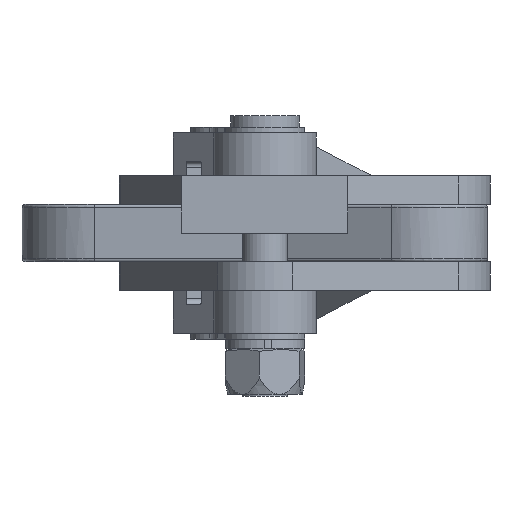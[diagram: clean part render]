
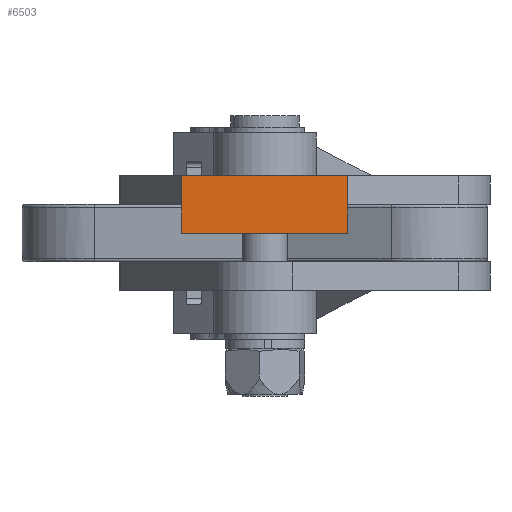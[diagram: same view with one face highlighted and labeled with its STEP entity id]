
A CAD part, front view. The second image highlights one B-rep face of the part: STEP entity #6503.
In plain terms, the highlighted planar face has unit normal (0, -1, 0).
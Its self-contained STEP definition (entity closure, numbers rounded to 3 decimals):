
#1324 = LINE ( 'NONE', #20621, #1328 ) ;
#1327 = LINE ( 'NONE', #20628, #1331 ) ;
#1328 = VECTOR ( 'NONE', #20626, 1000. ) ;
#1331 = VECTOR ( 'NONE', #20627, 1000. ) ;
#1332 = LINE ( 'NONE', #20634, #1335 ) ;
#1335 = VECTOR ( 'NONE', #20635, 1000. ) ;
#1341 = LINE ( 'NONE', #20644, #1345 ) ;
#1345 = VECTOR ( 'NONE', #20649, 1000. ) ;
#3865 = CARTESIAN_POINT ( 'NONE',  ( 14.5, 0., 0. ) ) ;
#4038 = CARTESIAN_POINT ( 'NONE',  ( -14.5, 0., 10. ) ) ;
#6245 = VERTEX_POINT ( 'NONE', #3865 ) ;
#6304 = VERTEX_POINT ( 'NONE', #4038 ) ;
#6503 = ADVANCED_FACE ( 'NONE', ( #18692 ), #11353, .F. ) ;
#7599 = EDGE_LOOP ( 'NONE', ( #17461, #16391, #17407, #16281 ) ) ;
#8668 = EDGE_CURVE ( 'NONE', #12620, #6245, #1324, .T. ) ;
#8670 = EDGE_CURVE ( 'NONE', #6304, #12620, #1327, .T. ) ;
#8672 = EDGE_CURVE ( 'NONE', #12604, #6245, #1332, .T. ) ;
#8678 = EDGE_CURVE ( 'NONE', #6304, #12604, #1341, .T. ) ;
#10618 = DIRECTION ( 'NONE',  ( -1., 0., 0. ) ) ;
#11337 = DIRECTION ( 'NONE',  ( 0., 1., 0. ) ) ;
#11344 = CARTESIAN_POINT ( 'NONE',  ( -14.5, 0., 10. ) ) ;
#11353 = PLANE ( 'NONE',  #25430 ) ;
#12604 = VERTEX_POINT ( 'NONE', #20977 ) ;
#12620 = VERTEX_POINT ( 'NONE', #21003 ) ;
#16281 = ORIENTED_EDGE ( 'NONE', *, *, #8670, .T. ) ;
#16391 = ORIENTED_EDGE ( 'NONE', *, *, #8672, .F. ) ;
#17407 = ORIENTED_EDGE ( 'NONE', *, *, #8678, .F. ) ;
#17461 = ORIENTED_EDGE ( 'NONE', *, *, #8668, .T. ) ;
#18692 = FACE_OUTER_BOUND ( 'NONE', #7599, .T. ) ;
#20621 = CARTESIAN_POINT ( 'NONE',  ( -14.5, 0., 0. ) ) ;
#20626 = DIRECTION ( 'NONE',  ( 1., 0., 0. ) ) ;
#20627 = DIRECTION ( 'NONE',  ( 0., 0., -1. ) ) ;
#20628 = CARTESIAN_POINT ( 'NONE',  ( -14.5, 0., 10. ) ) ;
#20634 = CARTESIAN_POINT ( 'NONE',  ( 14.5, 0., 10. ) ) ;
#20635 = DIRECTION ( 'NONE',  ( 0., 0., -1. ) ) ;
#20644 = CARTESIAN_POINT ( 'NONE',  ( -14.5, 0., 10. ) ) ;
#20649 = DIRECTION ( 'NONE',  ( 1., 0., 0. ) ) ;
#20977 = CARTESIAN_POINT ( 'NONE',  ( 14.5, 0., 10. ) ) ;
#21003 = CARTESIAN_POINT ( 'NONE',  ( -14.5, 0., 0. ) ) ;
#25430 = AXIS2_PLACEMENT_3D ( 'NONE', #11344, #11337, #10618 ) ;
